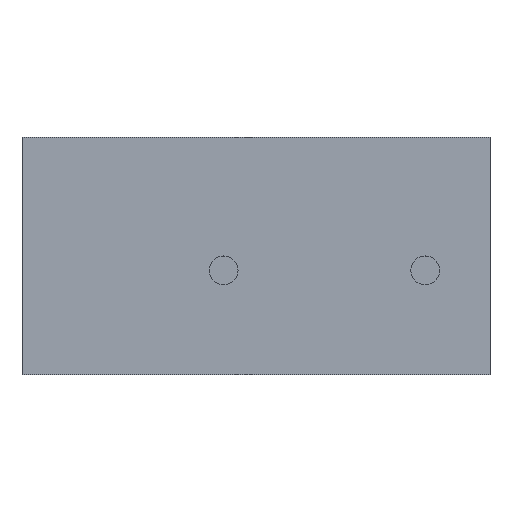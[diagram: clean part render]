
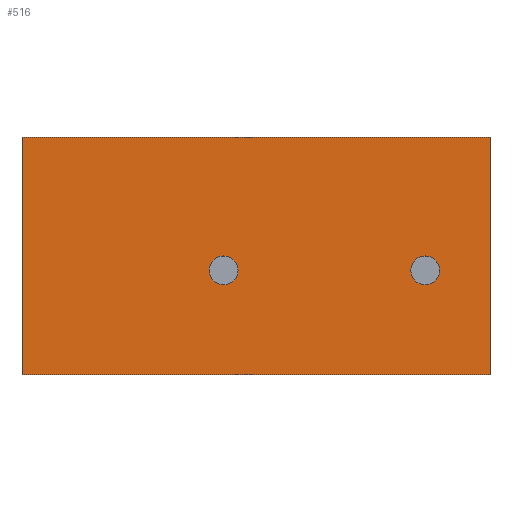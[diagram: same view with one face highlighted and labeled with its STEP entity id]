
A CAD part, top view. The second image highlights one B-rep face of the part: STEP entity #516.
In plain terms, the highlighted planar face has unit normal (0, 0, 1).
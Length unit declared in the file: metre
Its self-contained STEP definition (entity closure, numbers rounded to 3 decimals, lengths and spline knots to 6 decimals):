
#46=LINE('',#811,#80);
#47=LINE('',#813,#81);
#51=LINE('',#820,#85);
#52=LINE('',#822,#86);
#80=VECTOR('',#637,1.);
#81=VECTOR('',#640,1.);
#85=VECTOR('',#646,1.);
#86=VECTOR('',#647,1.);
#120=PLANE('',#568);
#158=ORIENTED_EDGE('',*,*,#281,.T.);
#159=ORIENTED_EDGE('',*,*,#279,.T.);
#160=ORIENTED_EDGE('',*,*,#303,.F.);
#161=ORIENTED_EDGE('',*,*,#304,.F.);
#162=ORIENTED_EDGE('',*,*,#299,.T.);
#163=ORIENTED_EDGE('',*,*,#298,.F.);
#279=EDGE_CURVE('',#353,#353,#399,.T.);
#281=EDGE_CURVE('',#355,#355,#401,.T.);
#298=EDGE_CURVE('',#371,#368,#46,.F.);
#299=EDGE_CURVE('',#372,#368,#47,.T.);
#303=EDGE_CURVE('',#374,#371,#51,.T.);
#304=EDGE_CURVE('',#372,#374,#52,.T.);
#353=VERTEX_POINT('',#734);
#355=VERTEX_POINT('',#739);
#368=VERTEX_POINT('',#804);
#371=VERTEX_POINT('',#810);
#372=VERTEX_POINT('',#814);
#374=VERTEX_POINT('',#821);
#399=CIRCLE('',#558,0.002);
#401=CIRCLE('',#561,0.002);
#428=EDGE_LOOP('',(#158));
#429=EDGE_LOOP('',(#159));
#430=EDGE_LOOP('',(#160,#161,#162,#163));
#472=FACE_BOUND('',#428,.T.);
#473=FACE_BOUND('',#429,.T.);
#474=FACE_BOUND('',#430,.T.);
#516=ADVANCED_FACE('',(#472,#473,#474),#120,.F.);
#558=AXIS2_PLACEMENT_3D('',#733,#607,#608);
#561=AXIS2_PLACEMENT_3D('',#738,#613,#614);
#568=AXIS2_PLACEMENT_3D('',#819,#644,#645);
#607=DIRECTION('',(0.,0.,-1.));
#608=DIRECTION('',(-1.,0.,0.));
#613=DIRECTION('',(0.,0.,-1.));
#614=DIRECTION('',(-1.,0.,0.));
#637=DIRECTION('',(0.,1.,0.));
#640=DIRECTION('',(1.,0.,0.));
#644=DIRECTION('',(0.,0.,-1.));
#645=DIRECTION('',(1.,0.,0.));
#646=DIRECTION('',(1.,0.,0.));
#647=DIRECTION('',(0.,1.,0.));
#733=CARTESIAN_POINT('',(-0.014,0.324497,-0.060968));
#734=CARTESIAN_POINT('',(-0.016,0.324497,-0.060968));
#738=CARTESIAN_POINT('',(0.014,0.324497,-0.060968));
#739=CARTESIAN_POINT('',(0.012,0.324497,-0.060968));
#804=CARTESIAN_POINT('',(0.023,0.309997,-0.060968));
#810=CARTESIAN_POINT('',(0.023,0.342997,-0.060968));
#811=CARTESIAN_POINT('',(0.023,0.309997,-0.060968));
#813=CARTESIAN_POINT('',(-0.024002,0.309997,-0.060968));
#814=CARTESIAN_POINT('',(-0.042,0.309997,-0.060968));
#819=CARTESIAN_POINT('',(0.,0.324497,-0.060968));
#820=CARTESIAN_POINT('',(-0.023002,0.342997,-0.060968));
#821=CARTESIAN_POINT('',(-0.042,0.342997,-0.060968));
#822=CARTESIAN_POINT('',(-0.042,0.324497,-0.060968));
